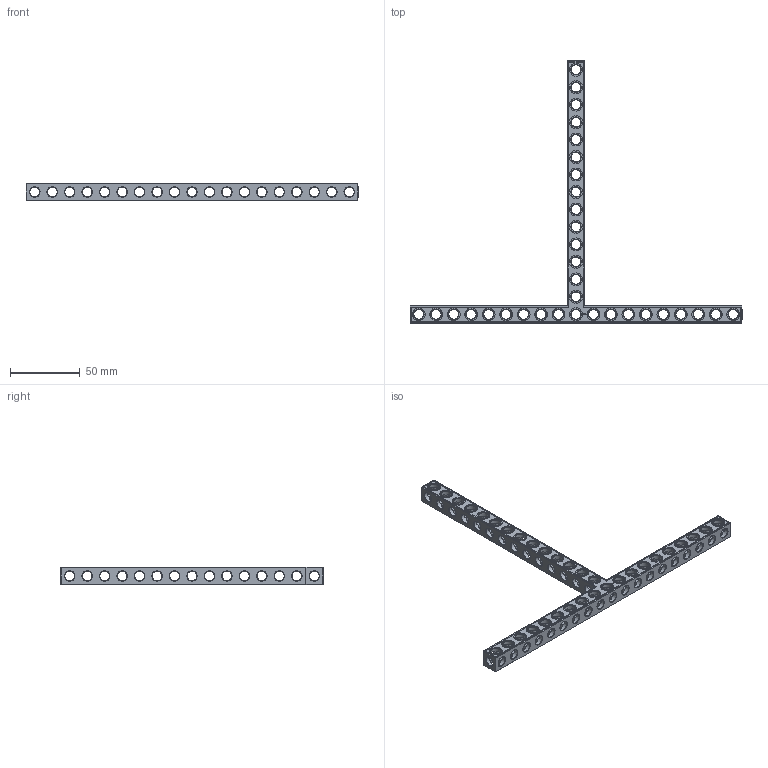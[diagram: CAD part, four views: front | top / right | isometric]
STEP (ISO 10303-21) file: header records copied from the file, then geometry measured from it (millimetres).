
FILE_DESCRIPTION(('FreeCAD Model'),'2;1');
FILE_NAME('Open CASCADE Shape Model','2022-01-29T21:57:45',( 'Paulo Kiefe'),('STEMFIE.org'),'Open CASCADE STEP processor 7.4', 'FreeCAD','Unknown');
FILE_SCHEMA(('AUTOMOTIVE_DESIGN { 1 0 10303 214 1 1 1 1 }'));
Products named in the file (1): Beam_TSH_SYM_ESS_BU19x15x01_-_SPN-BEM-1165_(stemfie.org)
Bounding box: 237.5 x 187.5 x 12.5 mm (x, y, z)
Volume: 32235.9 mm3; surface area: 28840.5 mm2
Topology: 1 solids, 1 shells, 898 faces, 2800 edges, 1839 vertices
Faces by surface type: plane 419, cylinder 201, extrusion 142, cone 136
Full cylindrical faces by diameter (mm): 6.98 x20, 7 x148, 9.2 x33
Entity records: 111304 total; most frequent: CARTESIAN_POINT 59300, DIRECTION 8428, ORIENTED_EDGE 5600, PCURVE 5600, DEFINITIONAL_REPRESENTATION 5600, VECTOR 5227, LINE 5085, EDGE_CURVE 2800
